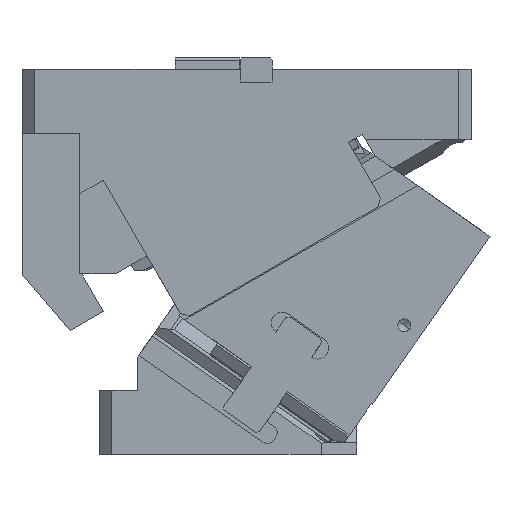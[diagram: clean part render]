
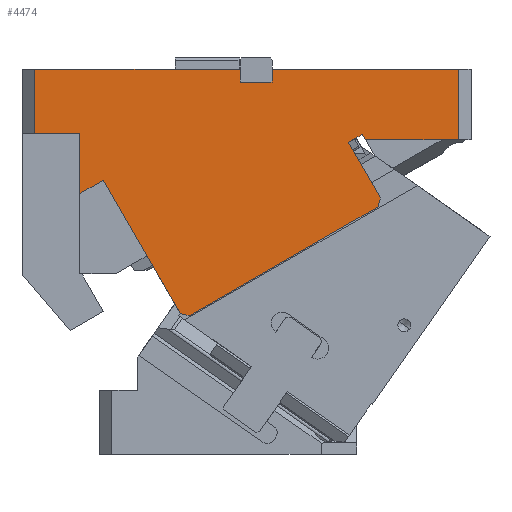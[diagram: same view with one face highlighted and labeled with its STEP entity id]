
A CAD part, front view. The second image highlights one B-rep face of the part: STEP entity #4474.
In plain terms, the highlighted planar face has unit normal (0, -1, 0).
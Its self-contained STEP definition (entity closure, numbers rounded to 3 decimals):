
#1374=CARTESIAN_POINT('Vertex',(-52.409,-90.,160.)) ;
#1377=CARTESIAN_POINT('Line Origine',(-53.647,-90.,162.144)) ;
#1381=CARTESIAN_POINT('Vertex',(-54.885,-90.,164.289)) ;
#1520=CARTESIAN_POINT('Vertex',(-65.711,-90.,158.039)) ;
#1523=CARTESIAN_POINT('Line Origine',(-53.211,-90.,136.388)) ;
#1527=CARTESIAN_POINT('Vertex',(-40.711,-90.,114.737)) ;
#2030=CARTESIAN_POINT('Vertex',(-42.541,-90.,107.907)) ;
#2038=CARTESIAN_POINT('Line Origine',(-41.626,-90.,111.322)) ;
#2131=CARTESIAN_POINT('Vertex',(-310.,-90.,215.)) ;
#2145=CARTESIAN_POINT('Vertex',(-310.,-90.,165.)) ;
#2148=CARTESIAN_POINT('Line Origine',(-310.,-90.,190.)) ;
#2394=CARTESIAN_POINT('Vertex',(-256.595,-90.,128.66)) ;
#2397=CARTESIAN_POINT('Line Origine',(-265.798,-90.,123.347)) ;
#2401=CARTESIAN_POINT('Vertex',(-275.,-90.,118.034)) ;
#3101=CARTESIAN_POINT('Vertex',(20.,-90.,160.)) ;
#3115=CARTESIAN_POINT('Vertex',(20.,-90.,215.)) ;
#3118=CARTESIAN_POINT('Line Origine',(20.,-90.,187.5)) ;
#3141=CARTESIAN_POINT('Vertex',(-125.,-90.,206.2)) ;
#3144=CARTESIAN_POINT('Line Origine',(-125.,-90.,210.6)) ;
#3148=CARTESIAN_POINT('Vertex',(-125.,-90.,215.)) ;
#3298=CARTESIAN_POINT('Vertex',(-125.,-90.,205.)) ;
#3301=CARTESIAN_POINT('Line Origine',(-125.,-90.,205.6)) ;
#3560=CARTESIAN_POINT('Vertex',(-196.595,-90.,24.737)) ;
#3574=CARTESIAN_POINT('Vertex',(-189.765,-90.,22.907)) ;
#3577=CARTESIAN_POINT('Line Origine',(-193.18,-90.,23.822)) ;
#3602=CARTESIAN_POINT('Vertex',(-150.,-90.,205.)) ;
#3605=CARTESIAN_POINT('Line Origine',(-138.1,-90.,205.)) ;
#3609=CARTESIAN_POINT('Vertex',(-126.2,-90.,205.)) ;
#3832=CARTESIAN_POINT('Line Origine',(-125.6,-90.,205.)) ;
#4014=CARTESIAN_POINT('Vertex',(-150.,-90.,215.)) ;
#4017=CARTESIAN_POINT('Line Origine',(-150.,-90.,210.)) ;
#4213=CARTESIAN_POINT('Line Origine',(-116.153,-90.,65.407)) ;
#4410=CARTESIAN_POINT('Axis2P3D Location',(30.,-90.,165.)) ;
#4415=CARTESIAN_POINT('Line Origine',(-60.298,-90.,161.164)) ;
#4420=CARTESIAN_POINT('Line Origine',(-16.205,-90.,160.)) ;
#4425=CARTESIAN_POINT('Line Origine',(-52.5,-90.,215.)) ;
#4430=CARTESIAN_POINT('Line Origine',(-230.,-90.,215.)) ;
#4435=CARTESIAN_POINT('Line Origine',(-292.5,-90.,165.)) ;
#4439=CARTESIAN_POINT('Vertex',(-275.,-90.,165.)) ;
#4442=CARTESIAN_POINT('Line Origine',(-275.,-90.,141.517)) ;
#4447=CARTESIAN_POINT('Line Origine',(-226.595,-90.,76.699)) ;
#1378=DIRECTION('Vector Direction',(0.5,0.,-0.866)) ;
#1524=DIRECTION('Vector Direction',(-0.5,0.,0.866)) ;
#2039=DIRECTION('Vector Direction',(0.259,0.,0.966)) ;
#2149=DIRECTION('Vector Direction',(0.,0.,-1.)) ;
#2398=DIRECTION('Vector Direction',(-0.866,0.,-0.5)) ;
#3119=DIRECTION('Vector Direction',(0.,0.,1.)) ;
#3145=DIRECTION('Vector Direction',(0.,0.,-1.)) ;
#3302=DIRECTION('Vector Direction',(0.,0.,-1.)) ;
#3578=DIRECTION('Vector Direction',(0.966,0.,-0.259)) ;
#3606=DIRECTION('Vector Direction',(-1.,0.,0.)) ;
#3833=DIRECTION('Vector Direction',(-1.,0.,0.)) ;
#4018=DIRECTION('Vector Direction',(0.,0.,1.)) ;
#4214=DIRECTION('Vector Direction',(-0.866,0.,-0.5)) ;
#4411=DIRECTION('Axis2P3D Direction',(0.,1.,0.)) ;
#4412=DIRECTION('Axis2P3D XDirection',(-1.,0.,0.)) ;
#4416=DIRECTION('Vector Direction',(0.866,0.,0.5)) ;
#4421=DIRECTION('Vector Direction',(1.,0.,0.)) ;
#4426=DIRECTION('Vector Direction',(-1.,0.,0.)) ;
#4431=DIRECTION('Vector Direction',(-1.,0.,0.)) ;
#4436=DIRECTION('Vector Direction',(1.,0.,0.)) ;
#4443=DIRECTION('Vector Direction',(0.,0.,-1.)) ;
#4448=DIRECTION('Vector Direction',(0.5,0.,-0.866)) ;
#4413=AXIS2_PLACEMENT_3D('Plane Axis2P3D',#4410,#4411,#4412) ;
#4453=ORIENTED_EDGE('',*,*,#4419,.T.) ;
#4454=ORIENTED_EDGE('',*,*,#1383,.T.) ;
#4455=ORIENTED_EDGE('',*,*,#4424,.T.) ;
#4456=ORIENTED_EDGE('',*,*,#3122,.T.) ;
#4457=ORIENTED_EDGE('',*,*,#4429,.T.) ;
#4458=ORIENTED_EDGE('',*,*,#3150,.T.) ;
#4459=ORIENTED_EDGE('',*,*,#3305,.T.) ;
#4460=ORIENTED_EDGE('',*,*,#3836,.T.) ;
#4461=ORIENTED_EDGE('',*,*,#3611,.T.) ;
#4462=ORIENTED_EDGE('',*,*,#4021,.T.) ;
#4463=ORIENTED_EDGE('',*,*,#4434,.T.) ;
#4464=ORIENTED_EDGE('',*,*,#2152,.T.) ;
#4465=ORIENTED_EDGE('',*,*,#4441,.T.) ;
#4466=ORIENTED_EDGE('',*,*,#4446,.T.) ;
#4467=ORIENTED_EDGE('',*,*,#2403,.F.) ;
#4468=ORIENTED_EDGE('',*,*,#4451,.T.) ;
#4469=ORIENTED_EDGE('',*,*,#3581,.T.) ;
#4470=ORIENTED_EDGE('',*,*,#4217,.F.) ;
#4471=ORIENTED_EDGE('',*,*,#2042,.T.) ;
#4472=ORIENTED_EDGE('',*,*,#1529,.T.) ;
#1379=VECTOR('Line Direction',#1378,1.) ;
#1525=VECTOR('Line Direction',#1524,1.) ;
#2040=VECTOR('Line Direction',#2039,1.) ;
#2150=VECTOR('Line Direction',#2149,1.) ;
#2399=VECTOR('Line Direction',#2398,1.) ;
#3120=VECTOR('Line Direction',#3119,1.) ;
#3146=VECTOR('Line Direction',#3145,1.) ;
#3303=VECTOR('Line Direction',#3302,1.) ;
#3579=VECTOR('Line Direction',#3578,1.) ;
#3607=VECTOR('Line Direction',#3606,1.) ;
#3834=VECTOR('Line Direction',#3833,1.) ;
#4019=VECTOR('Line Direction',#4018,1.) ;
#4215=VECTOR('Line Direction',#4214,1.) ;
#4417=VECTOR('Line Direction',#4416,1.) ;
#4422=VECTOR('Line Direction',#4421,1.) ;
#4427=VECTOR('Line Direction',#4426,1.) ;
#4432=VECTOR('Line Direction',#4431,1.) ;
#4437=VECTOR('Line Direction',#4436,1.) ;
#4444=VECTOR('Line Direction',#4443,1.) ;
#4449=VECTOR('Line Direction',#4448,1.) ;
#4474=ADVANCED_FACE('CAM HOLDER',(#4473),#4414,.F.) ;
#1383=EDGE_CURVE('',#1382,#1375,#1380,.T.) ;
#1529=EDGE_CURVE('',#1528,#1521,#1526,.T.) ;
#2042=EDGE_CURVE('',#2031,#1528,#2041,.T.) ;
#2152=EDGE_CURVE('',#2132,#2146,#2151,.T.) ;
#2403=EDGE_CURVE('',#2395,#2402,#2400,.T.) ;
#3122=EDGE_CURVE('',#3102,#3116,#3121,.T.) ;
#3150=EDGE_CURVE('',#3149,#3142,#3147,.T.) ;
#3305=EDGE_CURVE('',#3142,#3299,#3304,.T.) ;
#3581=EDGE_CURVE('',#3561,#3575,#3580,.T.) ;
#3611=EDGE_CURVE('',#3610,#3603,#3608,.T.) ;
#3836=EDGE_CURVE('',#3299,#3610,#3835,.T.) ;
#4021=EDGE_CURVE('',#3603,#4015,#4020,.T.) ;
#4217=EDGE_CURVE('',#2031,#3575,#4216,.T.) ;
#4419=EDGE_CURVE('',#1521,#1382,#4418,.T.) ;
#4424=EDGE_CURVE('',#1375,#3102,#4423,.T.) ;
#4429=EDGE_CURVE('',#3116,#3149,#4428,.T.) ;
#4434=EDGE_CURVE('',#4015,#2132,#4433,.T.) ;
#4441=EDGE_CURVE('',#2146,#4440,#4438,.T.) ;
#4446=EDGE_CURVE('',#4440,#2402,#4445,.T.) ;
#4451=EDGE_CURVE('',#2395,#3561,#4450,.T.) ;
#4452=EDGE_LOOP('',(#4453,#4454,#4455,#4456,#4457,#4458,#4459,#4460,#4461,#4462,#4463,#4464,#4465,#4466,#4467,#4468,#4469,#4470,#4471,#4472)) ;
#4473=FACE_OUTER_BOUND('',#4452,.T.) ;
#1380=LINE('Line',#1377,#1379) ;
#1526=LINE('Line',#1523,#1525) ;
#2041=LINE('Line',#2038,#2040) ;
#2151=LINE('Line',#2148,#2150) ;
#2400=LINE('Line',#2397,#2399) ;
#3121=LINE('Line',#3118,#3120) ;
#3147=LINE('Line',#3144,#3146) ;
#3304=LINE('Line',#3301,#3303) ;
#3580=LINE('Line',#3577,#3579) ;
#3608=LINE('Line',#3605,#3607) ;
#3835=LINE('Line',#3832,#3834) ;
#4020=LINE('Line',#4017,#4019) ;
#4216=LINE('Line',#4213,#4215) ;
#4418=LINE('Line',#4415,#4417) ;
#4423=LINE('Line',#4420,#4422) ;
#4428=LINE('Line',#4425,#4427) ;
#4433=LINE('Line',#4430,#4432) ;
#4438=LINE('Line',#4435,#4437) ;
#4445=LINE('Line',#4442,#4444) ;
#4450=LINE('Line',#4447,#4449) ;
#4414=PLANE('Plane',#4413) ;
#1375=VERTEX_POINT('',#1374) ;
#1382=VERTEX_POINT('',#1381) ;
#1521=VERTEX_POINT('',#1520) ;
#1528=VERTEX_POINT('',#1527) ;
#2031=VERTEX_POINT('',#2030) ;
#2132=VERTEX_POINT('',#2131) ;
#2146=VERTEX_POINT('',#2145) ;
#2395=VERTEX_POINT('',#2394) ;
#2402=VERTEX_POINT('',#2401) ;
#3102=VERTEX_POINT('',#3101) ;
#3116=VERTEX_POINT('',#3115) ;
#3142=VERTEX_POINT('',#3141) ;
#3149=VERTEX_POINT('',#3148) ;
#3299=VERTEX_POINT('',#3298) ;
#3561=VERTEX_POINT('',#3560) ;
#3575=VERTEX_POINT('',#3574) ;
#3603=VERTEX_POINT('',#3602) ;
#3610=VERTEX_POINT('',#3609) ;
#4015=VERTEX_POINT('',#4014) ;
#4440=VERTEX_POINT('',#4439) ;
